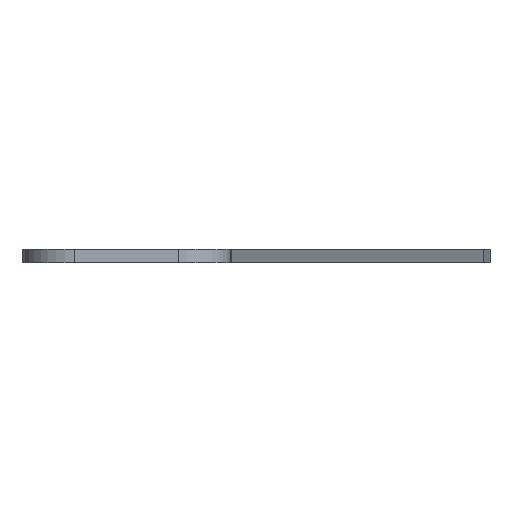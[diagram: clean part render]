
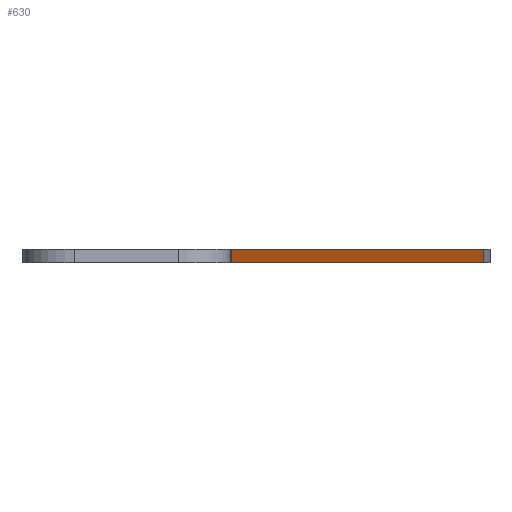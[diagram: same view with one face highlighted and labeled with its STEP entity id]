
A CAD part, left-side view. The second image highlights one B-rep face of the part: STEP entity #630.
In plain terms, the highlighted planar face has unit normal (-0.237, -0.971, 0).
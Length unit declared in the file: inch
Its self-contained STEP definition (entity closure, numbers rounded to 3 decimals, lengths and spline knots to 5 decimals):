
#53=PLANE('',#685);
#61=FACE_OUTER_BOUND('',#92,.T.);
#92=EDGE_LOOP('',(#435,#436,#437,#438));
#160=LINE('',#966,#199);
#162=LINE('',#972,#201);
#163=LINE('',#974,#202);
#164=LINE('',#975,#203);
#199=VECTOR('',#767,0.3937);
#201=VECTOR('',#773,0.3937);
#202=VECTOR('',#774,0.3937);
#203=VECTOR('',#775,0.3937);
#287=VERTEX_POINT('',#963);
#288=VERTEX_POINT('',#965);
#290=VERTEX_POINT('',#971);
#291=VERTEX_POINT('',#973);
#345=EDGE_CURVE('',#287,#288,#160,.T.);
#348=EDGE_CURVE('',#287,#290,#162,.T.);
#349=EDGE_CURVE('',#290,#291,#163,.T.);
#350=EDGE_CURVE('',#288,#291,#164,.T.);
#435=ORIENTED_EDGE('',*,*,#345,.F.);
#436=ORIENTED_EDGE('',*,*,#348,.T.);
#437=ORIENTED_EDGE('',*,*,#349,.T.);
#438=ORIENTED_EDGE('',*,*,#350,.F.);
#630=ADVANCED_FACE('',(#61),#53,.T.);
#685=AXIS2_PLACEMENT_3D('',#970,#771,#772);
#767=DIRECTION('',(0.,0.,1.));
#771=DIRECTION('center_axis',(-0.237,-0.971,0.));
#772=DIRECTION('ref_axis',(0.971,-0.237,0.));
#773=DIRECTION('',(0.971,-0.237,0.));
#774=DIRECTION('',(0.,0.,1.));
#775=DIRECTION('',(0.971,-0.237,0.));
#963=CARTESIAN_POINT('',(2.64695,0.49643,0.));
#965=CARTESIAN_POINT('',(2.64695,0.49643,0.0625));
#966=CARTESIAN_POINT('',(2.64695,0.49643,0.));
#970=CARTESIAN_POINT('Origin',(2.63234,0.5,0.));
#971=CARTESIAN_POINT('',(7.61403,-0.71685,0.));
#972=CARTESIAN_POINT('',(2.63234,0.5,0.));
#973=CARTESIAN_POINT('',(7.61403,-0.71685,0.0625));
#974=CARTESIAN_POINT('',(7.61403,-0.71685,0.));
#975=CARTESIAN_POINT('',(2.63234,0.5,0.0625));
